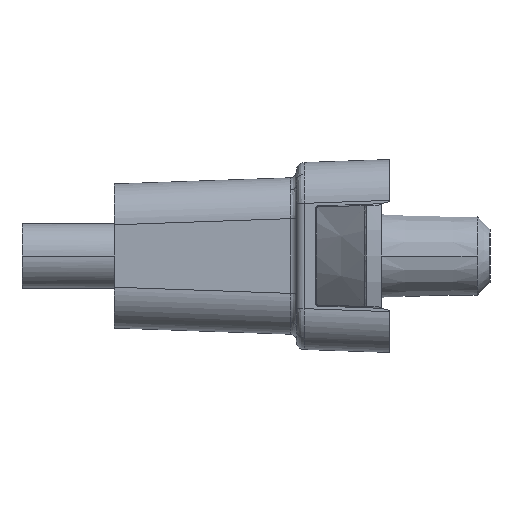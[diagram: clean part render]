
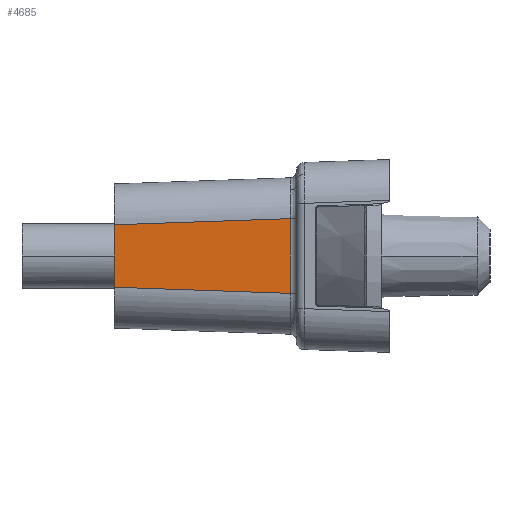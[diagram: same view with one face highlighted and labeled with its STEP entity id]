
A CAD part, left-side view. The second image highlights one B-rep face of the part: STEP entity #4685.
In plain terms, the highlighted planar face has unit normal (-0.999, 0.035, 0).
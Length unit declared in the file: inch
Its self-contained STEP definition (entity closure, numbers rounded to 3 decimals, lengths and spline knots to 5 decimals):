
#293 = LINE ( 'NONE', #2469, #4596 ) ;
#389 = ORIENTED_EDGE ( 'NONE', *, *, #3180, .T. ) ;
#512 = CARTESIAN_POINT ( 'NONE',  ( -0.30661, 0.3005, -0.34622 ) ) ;
#1002 = LINE ( 'NONE', #2042, #6114 ) ;
#1078 = EDGE_CURVE ( 'NONE', #6137, #5477, #293, .T. ) ;
#1854 = LINE ( 'NONE', #3482, #6080 ) ;
#1900 = VECTOR ( 'NONE', #4163, 39.37008 ) ;
#2042 = CARTESIAN_POINT ( 'NONE',  ( -0.30661, 0.3005, -0.25469 ) ) ;
#2238 = ORIENTED_EDGE ( 'NONE', *, *, #1078, .T. ) ;
#2303 = DIRECTION ( 'NONE',  ( -0.035, -0.999, 0. ) ) ;
#2469 = CARTESIAN_POINT ( 'NONE',  ( -0.29907, 0.51616, -0.30045 ) ) ;
#2553 = EDGE_CURVE ( 'NONE', #3549, #2924, #6886, .T. ) ;
#2903 = DIRECTION ( 'NONE',  ( -0.999, 0.035, 0. ) ) ;
#2924 = VERTEX_POINT ( 'NONE', #3806 ) ;
#2941 = AXIS2_PLACEMENT_3D ( 'NONE', #4428, #2903, #2303 ) ;
#3062 = CARTESIAN_POINT ( 'NONE',  ( -0.30661, 0.3005, -0.30045 ) ) ;
#3098 = DIRECTION ( 'NONE',  ( 0., 0., -1. ) ) ;
#3180 = EDGE_CURVE ( 'NONE', #5477, #3549, #1854, .T. ) ;
#3435 = PLANE ( 'NONE',  #2941 ) ;
#3482 = CARTESIAN_POINT ( 'NONE',  ( -0.30285, 0.40791, -0.34247 ) ) ;
#3549 = VERTEX_POINT ( 'NONE', #512 ) ;
#3572 = ORIENTED_EDGE ( 'NONE', *, *, #2553, .T. ) ;
#3768 = CARTESIAN_POINT ( 'NONE',  ( -0.29907, 0.51616, -0.33869 ) ) ;
#3806 = CARTESIAN_POINT ( 'NONE',  ( -0.30661, 0.3005, -0.25469 ) ) ;
#4163 = DIRECTION ( 'NONE',  ( 0., 0., 1. ) ) ;
#4190 = CARTESIAN_POINT ( 'NONE',  ( -0.29907, 0.51616, -0.26222 ) ) ;
#4428 = CARTESIAN_POINT ( 'NONE',  ( -0.29907, 0.51616, -0.34677 ) ) ;
#4494 = FACE_OUTER_BOUND ( 'NONE', #5968, .T. ) ;
#4596 = VECTOR ( 'NONE', #3098, 39.37008 ) ;
#4685 = ADVANCED_FACE ( 'NONE', ( #4494 ), #3435, .T. ) ;
#5041 = DIRECTION ( 'NONE',  ( -0.035, -0.999, -0.035 ) ) ;
#5477 = VERTEX_POINT ( 'NONE', #3768 ) ;
#5928 = DIRECTION ( 'NONE',  ( 0.035, 0.999, -0.035 ) ) ;
#5968 = EDGE_LOOP ( 'NONE', ( #6710, #2238, #389, #3572 ) ) ;
#6080 = VECTOR ( 'NONE', #5041, 39.37008 ) ;
#6114 = VECTOR ( 'NONE', #5928, 39.37008 ) ;
#6137 = VERTEX_POINT ( 'NONE', #4190 ) ;
#6710 = ORIENTED_EDGE ( 'NONE', *, *, #6796, .T. ) ;
#6796 = EDGE_CURVE ( 'NONE', #2924, #6137, #1002, .T. ) ;
#6886 = LINE ( 'NONE', #3062, #1900 ) ;
